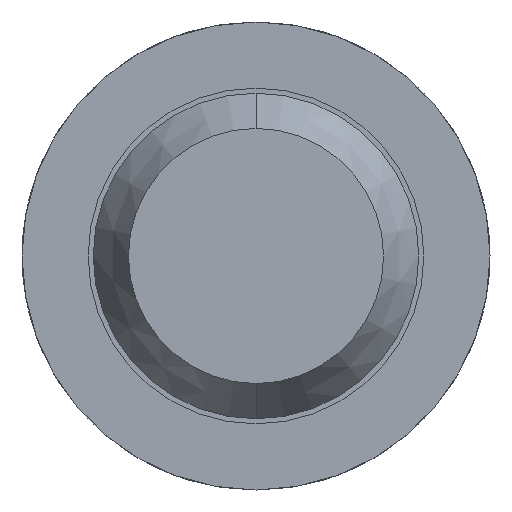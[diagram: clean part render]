
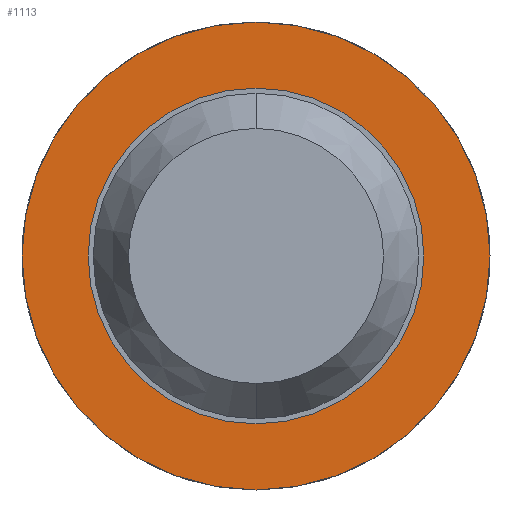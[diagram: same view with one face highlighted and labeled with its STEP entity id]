
A CAD part, front view. The second image highlights one B-rep face of the part: STEP entity #1113.
In plain terms, the highlighted planar face has unit normal (0, -1, 0).
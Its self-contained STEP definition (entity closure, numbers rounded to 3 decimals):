
#49 = EDGE_CURVE ( 'Defeature ausgef�hrt2_4+Defeature ausgef�hrt2_8+Defeature ausgef�hrt2_8+Defeature ausgef�hrt2_8', #756, #3142, #1192, .T. ) ;
#100 = EDGE_CURVE ( 'Defeature ausgef�hrt2_8+Defeature ausgef�hrt2_7+Defeature ausgef�hrt2_7+Defeature ausgef�hrt2_7', #1517, #3565, #3651, .T. ) ;
#208 = ORIENTED_EDGE ( 'NONE', *, *, #2476, .T. ) ;
#394 = AXIS2_PLACEMENT_3D ( 'NONE', #499, #468, #3978 ) ;
#468 = DIRECTION ( 'NONE',  ( 0., 1., 0. ) ) ;
#499 = CARTESIAN_POINT ( 'NONE',  ( 0., -1.7, 0. ) ) ;
#556 = DIRECTION ( 'NONE',  ( 0., 0., 1. ) ) ;
#609 = CARTESIAN_POINT ( 'NONE',  ( 0., -1.7, 0. ) ) ;
#665 = EDGE_CURVE ( 'Defeature ausgef�hrt2_4+Defeature ausgef�hrt2_8+Defeature ausgef�hrt2_8+Defeature ausgef�hrt2_8', #3142, #756, #3515, .T. ) ;
#756 = VERTEX_POINT ( 'NONE', #3547 ) ;
#852 = DIRECTION ( 'NONE',  ( 0., 0., 1. ) ) ;
#895 = FACE_OUTER_BOUND ( 'NONE', #1564, .T. ) ;
#1054 = AXIS2_PLACEMENT_3D ( 'NONE', #3696, #3975, #852 ) ;
#1113 = ADVANCED_FACE ( 'Defeature ausgef�hrt2_8', ( #895, #2479 ), #1834, .F. ) ;
#1158 = DIRECTION ( 'NONE',  ( 0., 1., 0. ) ) ;
#1192 = CIRCLE ( 'NONE', #394, 1.15 ) ;
#1219 = DIRECTION ( 'NONE',  ( 0., 0., 1. ) ) ;
#1223 = EDGE_LOOP ( 'NONE', ( #208, #3370 ) ) ;
#1228 = CIRCLE ( 'NONE', #1054, 0.825 ) ;
#1503 = ORIENTED_EDGE ( 'NONE', *, *, #665, .F. ) ;
#1517 = VERTEX_POINT ( 'NONE', #4032 ) ;
#1561 = DIRECTION ( 'NONE',  ( 0., 1., 0. ) ) ;
#1564 = EDGE_LOOP ( 'NONE', ( #2603, #1503 ) ) ;
#1604 = AXIS2_PLACEMENT_3D ( 'NONE', #1839, #4040, #1219 ) ;
#1834 = PLANE ( 'NONE',  #2724 ) ;
#1839 = CARTESIAN_POINT ( 'NONE',  ( 0., -1.7, 0. ) ) ;
#2476 = EDGE_CURVE ( 'Defeature ausgef�hrt2_8+Defeature ausgef�hrt2_7+Defeature ausgef�hrt2_7+Defeature ausgef�hrt2_7', #3565, #1517, #1228, .T. ) ;
#2479 = FACE_BOUND ( 'NONE', #1223, .T. ) ;
#2603 = ORIENTED_EDGE ( 'NONE', *, *, #49, .F. ) ;
#2724 = AXIS2_PLACEMENT_3D ( 'NONE', #3426, #1158, #556 ) ;
#2843 = DIRECTION ( 'NONE',  ( 0., 0., 1. ) ) ;
#3142 = VERTEX_POINT ( 'NONE', #3705 ) ;
#3370 = ORIENTED_EDGE ( 'NONE', *, *, #100, .T. ) ;
#3373 = CARTESIAN_POINT ( 'NONE',  ( 0., -1.7, 0.825 ) ) ;
#3426 = CARTESIAN_POINT ( 'NONE',  ( 0.825, -1.7, 0. ) ) ;
#3506 = AXIS2_PLACEMENT_3D ( 'NONE', #609, #1561, #2843 ) ;
#3515 = CIRCLE ( 'NONE', #3506, 1.15 ) ;
#3547 = CARTESIAN_POINT ( 'NONE',  ( 0., -1.7, 1.15 ) ) ;
#3565 = VERTEX_POINT ( 'NONE', #3373 ) ;
#3651 = CIRCLE ( 'NONE', #1604, 0.825 ) ;
#3696 = CARTESIAN_POINT ( 'NONE',  ( 0., -1.7, 0. ) ) ;
#3705 = CARTESIAN_POINT ( 'NONE',  ( 0., -1.7, -1.15 ) ) ;
#3975 = DIRECTION ( 'NONE',  ( 0., 1., 0. ) ) ;
#3978 = DIRECTION ( 'NONE',  ( 0., 0., 1. ) ) ;
#4032 = CARTESIAN_POINT ( 'NONE',  ( 0., -1.7, -0.825 ) ) ;
#4040 = DIRECTION ( 'NONE',  ( 0., 1., 0. ) ) ;
